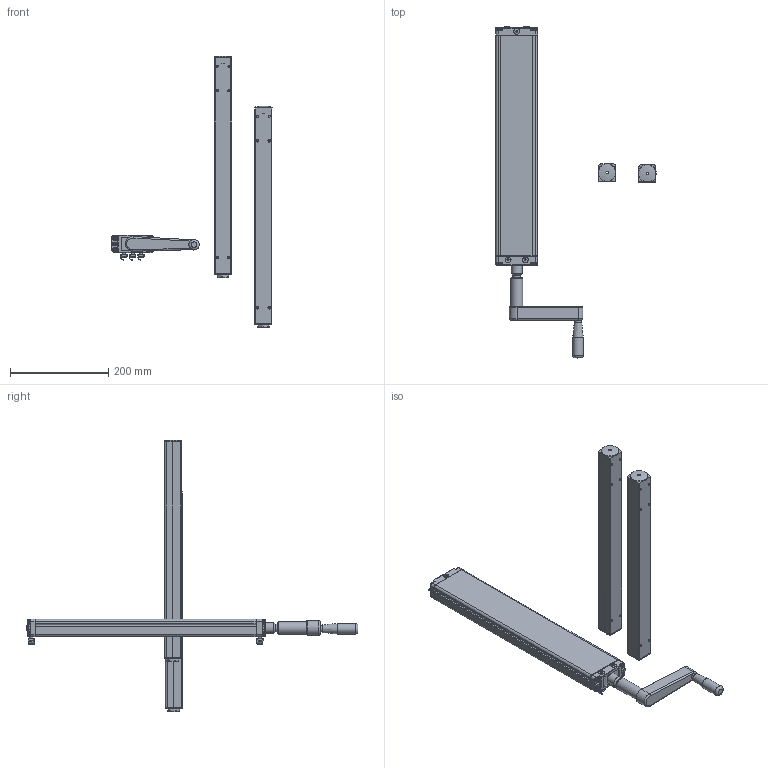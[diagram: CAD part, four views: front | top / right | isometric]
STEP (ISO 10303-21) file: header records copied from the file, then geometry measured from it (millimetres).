
FILE_DESCRIPTION(/* description */ ('Hydrauliksystem LA 300 W - 2 - manuell'),/* implementation_level */ '2;1');
FILE_NAME(/* name */ '270126-2.stp',/* time_stamp */ '2019-10-15T08:37:28+02:00',/* author */ ('Metz'),/* organization */ (''),/* preprocessor_version */ 'ST-DEVELOPER v17.2',/* originating_system */ 'Autodesk Inventor 2019',/* authorisation */ '');
FILE_SCHEMA (('AUTOMOTIVE_DESIGN { 1 0 10303 214 3 1 1 }'));
Length unit declared in the file: millimetre
Products named in the file (25): leer; leer_1; leer_2; leer_3; leer_4; leer_5; leer_6; leer_7; leer_8; leer_9; leer_10; leer_11; leer_12; leer_13; leer_14; leer_15; leer_16; leer_17; leer_18; leer_19; leer_20; leer_21; leer_22; leer_23; 21-1351-2FZ.005
Assembly tree (34 placements, depth 4):
  leer
    leer_1
      leer_2
      leer_3
        leer_4
        leer_5  x4
        leer_6
        leer_7
        leer_8
      leer_9
        leer_10  x4
        leer_11  x2
        leer_12
    leer_14  x2
      leer_15
      leer_16
      leer_17
      leer_18
      leer_19
      leer_20
      leer_21
    leer_13
    leer_22  x3
      leer_23
      21-1351-2FZ.005
Bounding box: 326.69 x 676.25 x 553.78 mm (x, y, z)
Volume: 1115432.9 mm3; surface area: 641693.7 mm2
Topology: 37 solids, 37 shells, 1449 faces, 3534 edges, 2134 vertices
Faces by surface type: plane 585, cylinder 362, cone 290, bspline 108, torus 88, sphere 16
Full cylindrical faces by diameter (mm): 3.1 x1, 3.242 x1, 4 x12, 4.1 x2, 4.134 x8, 5 x10, 5.8 x8, 6 x6, 6.647 x2, 6.8 x3, 8 x2, 8.376 x2, 9.8 x8, 10 x2, 11.34 x3, 13 x1, 14 x2, 15 x1, 17.3 x2, 17.5 x2, 18 x2, 19 x2, 20.8 x6, 21 x2, 21.5 x1, 22 x1, 25 x3, 28.3 x2, 30.4 x2, 36 x2
Entity records: 23907 total; most frequent: CARTESIAN_POINT 5422, DIRECTION 3819, ORIENTED_EDGE 3492, EDGE_CURVE 1746, AXIS2_PLACEMENT_3D 1475, VERTEX_POINT 1096, LINE 869, VECTOR 869
